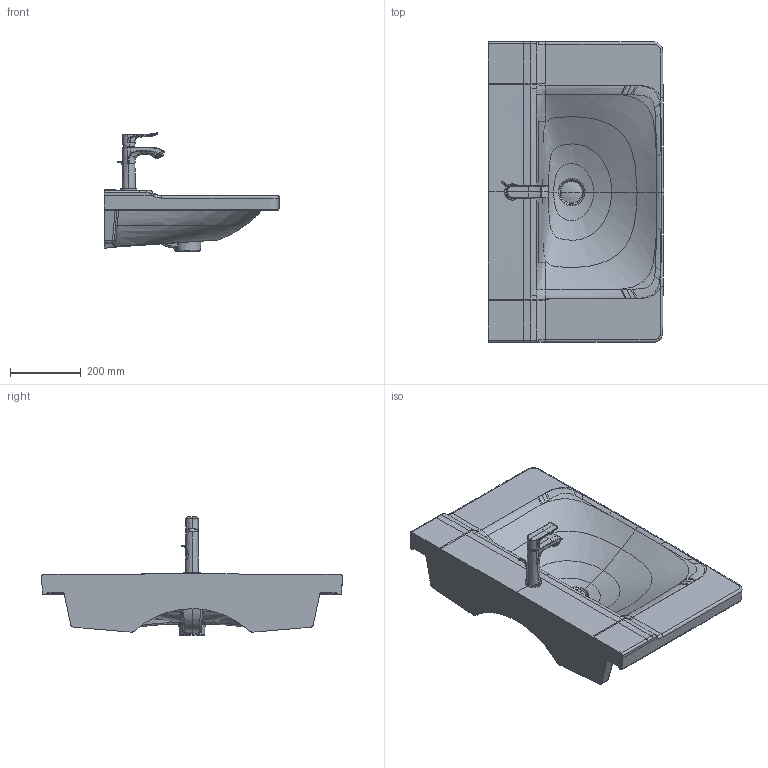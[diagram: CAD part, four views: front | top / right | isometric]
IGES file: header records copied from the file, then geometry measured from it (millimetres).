
Global section: file name: No Iges File Name specified; native system: Autodesk Inventor 2011; preprocessor: AutoDesk Inventor Iges Exporter R2011; author: Administrator; date: 20150714.154605; units: millimetre
Bounding box: 494.73 x 849.88 x 334.4 mm (x, y, z)
Volume: 17842122.9 mm3; surface area: 1316908.8 mm2
Topology: 11 solids, 11 shells, 1500 faces, 4224 edges, 2739 vertices
Faces by surface type: plane 512, bspline 491, cylinder 283, revolution 114, cone 56, torus 44
